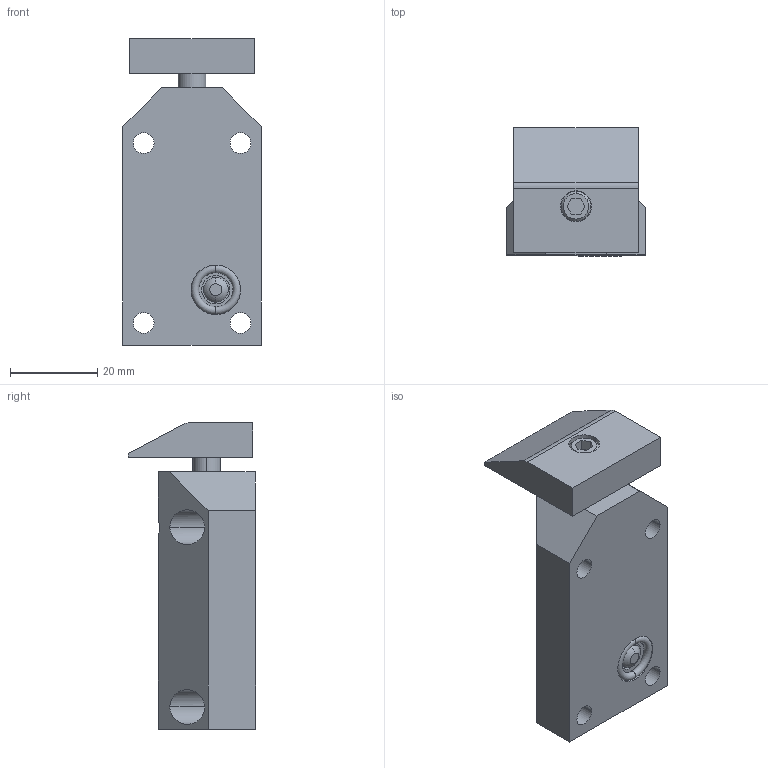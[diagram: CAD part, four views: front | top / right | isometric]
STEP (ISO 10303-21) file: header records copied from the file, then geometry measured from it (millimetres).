
FILE_DESCRIPTION((''),'2;1');
FILE_NAME('ILC15910400','2019-05-22T',('Jweaver'),(''),'PRO/ENGINEER BY PARAMETRIC TECHNOLOGY CORPORATION, 2013320','PRO/ENGINEER BY PARAMETRIC TECHNOLOGY CORPORATION, 2013320','');
FILE_SCHEMA(('AUTOMOTIVE_DESIGN { 1 0 10303 214 1 1 1 1 }'));
Length unit declared in the file: inch
Products named in the file (1): ILC15910400
Bounding box: 31.75 x 29.36 x 70.28 mm (x, y, z)
Volume: 34243.3 mm3; surface area: 11496.3 mm2
Topology: 1 solids, 5 shells, 118 faces, 275 edges, 179 vertices
Faces by surface type: plane 53, cylinder 49, cone 12, torus 2, sphere 2
Entity records: 3682 total; most frequent: CARTESIAN_POINT 745, DIRECTION 609, ORIENTED_EDGE 534, EDGE_CURVE 271, AXIS2_PLACEMENT_3D 235, VERTEX_POINT 179, EDGE_LOOP 148, VECTOR 139
